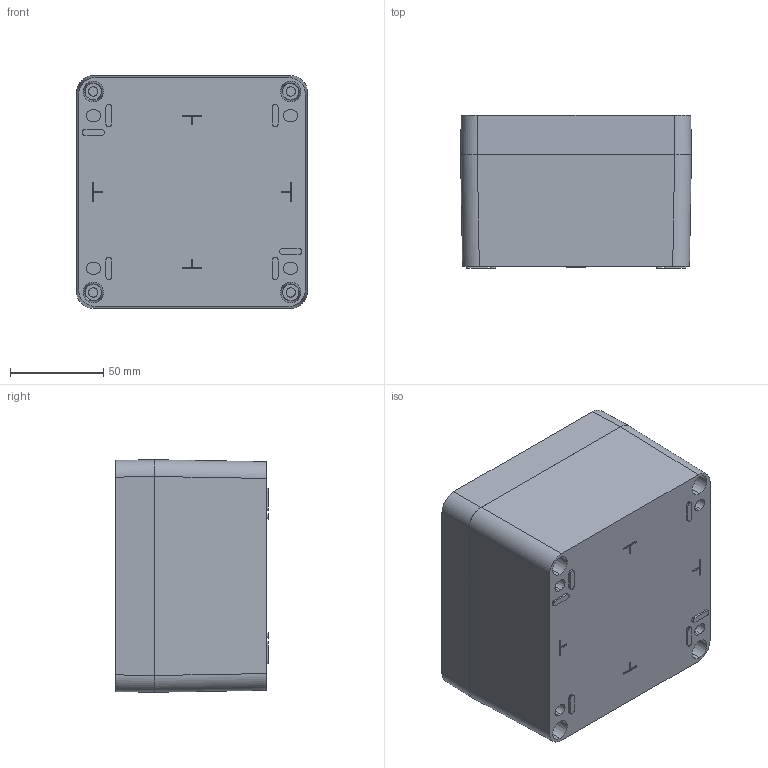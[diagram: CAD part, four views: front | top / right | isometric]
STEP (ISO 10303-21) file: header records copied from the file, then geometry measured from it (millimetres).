
FILE_DESCRIPTION (( 'STEP AP203' ), '1' );
FILE_NAME ('ALN121208.STEP', '2019-03-11T13:22:24', ( '' ), ( '' ), 'SwSTEP 2.0', 'SolidWorks 2018', '' );
FILE_SCHEMA (( 'CONFIG_CONTROL_DESIGN' ));
Length unit declared in the file: millimetre
Products named in the file (7): 28691; Lockwasher Cu M6; M6 earth screw _Cu; ALN121208; FIBOX ALN_121202C; FIBOX ALN_121206B; 28543
Assembly tree (9 placements, depth 3):
  ALN121208
    FIBOX ALN_121206B
    FIBOX ALN_121202C
    28691
      M6 earth screw _Cu
      Lockwasher Cu M6
    28543  x4
Bounding box: 124.02 x 82 x 124.92 mm (x, y, z)
Volume: 294256.7 mm3; surface area: 165024.4 mm2
Topology: 8 solids, 8 shells, 971 faces, 2550 edges, 1663 vertices
Faces by surface type: plane 364, cylinder 354, cone 118, bspline 116, torus 17, sphere 2
Entity records: 29460 total; most frequent: CARTESIAN_POINT 10441, ORIENTED_EDGE 3976, DIRECTION 3638, EDGE_CURVE 1988, AXIS2_PLACEMENT_3D 1334, VERTEX_POINT 1312, LINE 970, VECTOR 970
